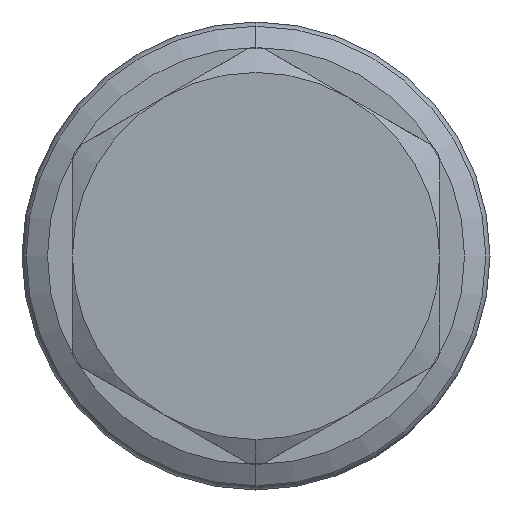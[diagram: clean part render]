
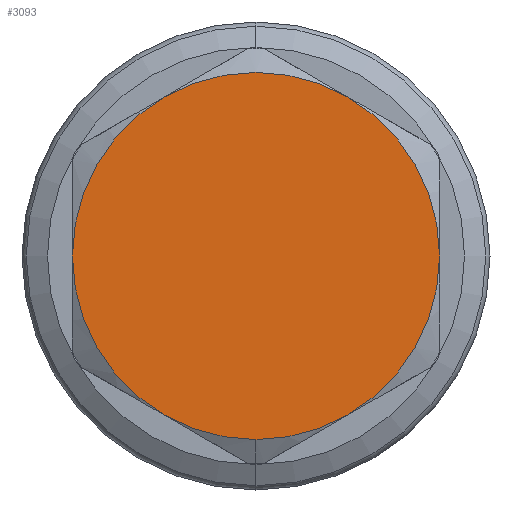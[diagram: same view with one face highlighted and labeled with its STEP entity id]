
A CAD part, left-side view. The second image highlights one B-rep face of the part: STEP entity #3093.
In plain terms, the highlighted planar face has unit normal (-1, 0, 0).
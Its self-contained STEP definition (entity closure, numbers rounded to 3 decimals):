
#20 = DIRECTION ( 'NONE',  ( -1., 0., 0. ) ) ;
#86 = DIRECTION ( 'NONE',  ( 0., 0., 1. ) ) ;
#103 = ORIENTED_EDGE ( 'NONE', *, *, #5062, .T. ) ;
#140 = CARTESIAN_POINT ( 'NONE',  ( -34.067, 1.949, -15.85 ) ) ;
#226 = ORIENTED_EDGE ( 'NONE', *, *, #5019, .T. ) ;
#313 = CARTESIAN_POINT ( 'NONE',  ( -34.067, 17.799, 0. ) ) ;
#394 = VERTEX_POINT ( 'NONE', #7307 ) ;
#433 = DIRECTION ( 'NONE',  ( -1., 0., 0. ) ) ;
#486 = VERTEX_POINT ( 'NONE', #6718 ) ;
#628 = DIRECTION ( 'NONE',  ( 0., 0., 1. ) ) ;
#665 = EDGE_LOOP ( 'NONE', ( #226, #103, #839, #7416, #711, #7330, #5656 ) ) ;
#711 = ORIENTED_EDGE ( 'NONE', *, *, #5905, .T. ) ;
#821 = DIRECTION ( 'NONE',  ( 0., 0., 1. ) ) ;
#839 = ORIENTED_EDGE ( 'NONE', *, *, #1523, .T. ) ;
#842 = CIRCLE ( 'NONE', #6955, 15.85 ) ;
#979 = AXIS2_PLACEMENT_3D ( 'NONE', #5339, #4806, #5948 ) ;
#1133 = AXIS2_PLACEMENT_3D ( 'NONE', #4439, #5530, #4943 ) ;
#1278 = CIRCLE ( 'NONE', #1944, 15.85 ) ;
#1523 = EDGE_CURVE ( 'NONE', #6054, #3173, #842, .T. ) ;
#1656 = DIRECTION ( 'NONE',  ( 0., 0., 1. ) ) ;
#1800 = DIRECTION ( 'NONE',  ( 0., 0., 1. ) ) ;
#1834 = DIRECTION ( 'NONE',  ( -1., 0., 0. ) ) ;
#1944 = AXIS2_PLACEMENT_3D ( 'NONE', #2914, #6960, #628 ) ;
#2014 = VERTEX_POINT ( 'NONE', #4192 ) ;
#2834 = FACE_OUTER_BOUND ( 'NONE', #665, .T. ) ;
#2897 = AXIS2_PLACEMENT_3D ( 'NONE', #4750, #1834, #86 ) ;
#2914 = CARTESIAN_POINT ( 'NONE',  ( -34.067, 1.949, 0. ) ) ;
#3016 = PLANE ( 'NONE',  #979 ) ;
#3093 = ADVANCED_FACE ( 'NONE', ( #2834 ), #3016, .F. ) ;
#3173 = VERTEX_POINT ( 'NONE', #5600 ) ;
#3544 = EDGE_CURVE ( 'NONE', #394, #486, #4267, .T. ) ;
#3590 = AXIS2_PLACEMENT_3D ( 'NONE', #4236, #5513, #7226 ) ;
#3858 = VERTEX_POINT ( 'NONE', #313 ) ;
#4192 = CARTESIAN_POINT ( 'NONE',  ( -34.067, 9.874, -13.727 ) ) ;
#4236 = CARTESIAN_POINT ( 'NONE',  ( -34.067, 1.949, 0. ) ) ;
#4267 = CIRCLE ( 'NONE', #2897, 15.85 ) ;
#4439 = CARTESIAN_POINT ( 'NONE',  ( -34.067, 1.949, 0. ) ) ;
#4633 = CIRCLE ( 'NONE', #5108, 15.85 ) ;
#4750 = CARTESIAN_POINT ( 'NONE',  ( -34.067, 1.949, 0. ) ) ;
#4806 = DIRECTION ( 'NONE',  ( 1., 0., 0. ) ) ;
#4841 = CARTESIAN_POINT ( 'NONE',  ( -34.067, 1.949, 0. ) ) ;
#4943 = DIRECTION ( 'NONE',  ( 0., 0., 1. ) ) ;
#5019 = EDGE_CURVE ( 'NONE', #3858, #2014, #5744, .T. ) ;
#5062 = EDGE_CURVE ( 'NONE', #2014, #6054, #6198, .T. ) ;
#5108 = AXIS2_PLACEMENT_3D ( 'NONE', #6405, #20, #1800 ) ;
#5136 = VERTEX_POINT ( 'NONE', #7366 ) ;
#5270 = EDGE_CURVE ( 'NONE', #486, #3858, #6376, .T. ) ;
#5339 = CARTESIAN_POINT ( 'NONE',  ( -34.067, -13.901, -9.151 ) ) ;
#5513 = DIRECTION ( 'NONE',  ( -1., 0., 0. ) ) ;
#5530 = DIRECTION ( 'NONE',  ( -1., 0., 0. ) ) ;
#5600 = CARTESIAN_POINT ( 'NONE',  ( -34.067, -5.976, -13.727 ) ) ;
#5622 = CARTESIAN_POINT ( 'NONE',  ( -34.067, 1.949, 0. ) ) ;
#5656 = ORIENTED_EDGE ( 'NONE', *, *, #5270, .T. ) ;
#5744 = CIRCLE ( 'NONE', #6704, 15.85 ) ;
#5905 = EDGE_CURVE ( 'NONE', #5136, #394, #4633, .T. ) ;
#5948 = DIRECTION ( 'NONE',  ( 0., 0., -1. ) ) ;
#6054 = VERTEX_POINT ( 'NONE', #140 ) ;
#6198 = CIRCLE ( 'NONE', #3590, 15.85 ) ;
#6376 = CIRCLE ( 'NONE', #1133, 15.85 ) ;
#6405 = CARTESIAN_POINT ( 'NONE',  ( -34.067, 1.949, 0. ) ) ;
#6419 = EDGE_CURVE ( 'NONE', #3173, #5136, #1278, .T. ) ;
#6643 = DIRECTION ( 'NONE',  ( -1., 0., 0. ) ) ;
#6704 = AXIS2_PLACEMENT_3D ( 'NONE', #4841, #6643, #821 ) ;
#6718 = CARTESIAN_POINT ( 'NONE',  ( -34.067, 9.874, 13.727 ) ) ;
#6955 = AXIS2_PLACEMENT_3D ( 'NONE', #5622, #433, #1656 ) ;
#6960 = DIRECTION ( 'NONE',  ( -1., 0., 0. ) ) ;
#7226 = DIRECTION ( 'NONE',  ( 0., 0., 1. ) ) ;
#7307 = CARTESIAN_POINT ( 'NONE',  ( -34.067, -5.976, 13.727 ) ) ;
#7330 = ORIENTED_EDGE ( 'NONE', *, *, #3544, .T. ) ;
#7366 = CARTESIAN_POINT ( 'NONE',  ( -34.067, -13.901, 0. ) ) ;
#7416 = ORIENTED_EDGE ( 'NONE', *, *, #6419, .T. ) ;
